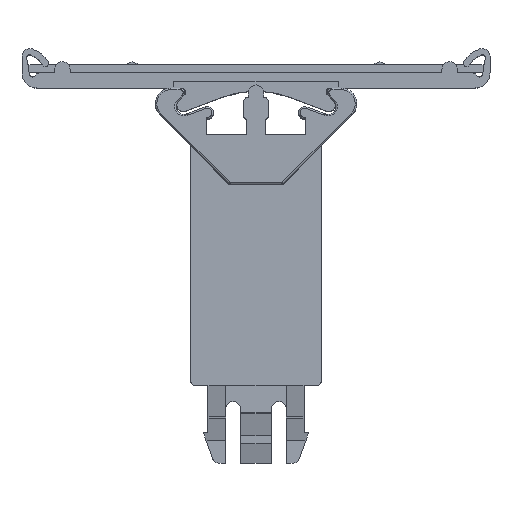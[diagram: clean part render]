
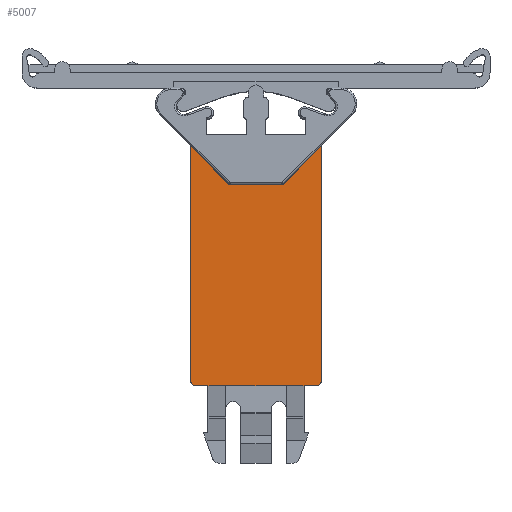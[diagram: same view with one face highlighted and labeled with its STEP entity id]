
A CAD part, top view. The second image highlights one B-rep face of the part: STEP entity #5007.
In plain terms, the highlighted planar face has unit normal (0, 0, 1).
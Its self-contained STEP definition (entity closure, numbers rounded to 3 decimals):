
#1133=CARTESIAN_POINT('',(3.9,-12.7,2.5));
#1134=DIRECTION('',(0.,0.,-1.));
#1135=DIRECTION('',(1.,0.,0.));
#1136=AXIS2_PLACEMENT_3D('',#1133,#1134,#1135);
#1138=CARTESIAN_POINT('',(-3.9,-12.7,2.5));
#1139=DIRECTION('',(0.,0.,-1.));
#1140=DIRECTION('',(0.,-1.,0.));
#1141=AXIS2_PLACEMENT_3D('',#1138,#1139,#1140);
#1143=DIRECTION('',(0.707,-0.707,0.));
#1144=VECTOR('',#1143,3.474);
#1145=CARTESIAN_POINT('',(-4.2,2.486,2.5));
#1146=LINE('',#1145,#1144);
#1147=CARTESIAN_POINT('',(-1.673,0.1,2.5));
#1148=DIRECTION('',(0.,0.,1.));
#1149=DIRECTION('',(-0.707,-0.707,0.));
#1150=AXIS2_PLACEMENT_3D('',#1147,#1148,#1149);
#1152=CARTESIAN_POINT('',(1.673,0.1,2.5));
#1153=DIRECTION('',(0.,0.,1.));
#1154=DIRECTION('',(0.,-1.,0.));
#1155=AXIS2_PLACEMENT_3D('',#1152,#1153,#1154);
#1157=DIRECTION('',(0.707,0.707,0.));
#1158=VECTOR('',#1157,3.474);
#1159=CARTESIAN_POINT('',(1.744,0.029,2.5));
#1160=LINE('',#1159,#1158);
#1193=DIRECTION('',(0.,1.,0.));
#1194=VECTOR('',#1193,15.186);
#1195=CARTESIAN_POINT('',(4.2,-12.7,2.5));
#1196=LINE('',#1195,#1194);
#1256=DIRECTION('',(-1.,0.,0.));
#1257=VECTOR('',#1256,3.346);
#1258=CARTESIAN_POINT('',(1.673,0.,2.5));
#1259=LINE('',#1258,#1257);
#1424=DIRECTION('',(0.,-1.,0.));
#1425=VECTOR('',#1424,15.186);
#1426=CARTESIAN_POINT('',(-4.2,2.486,2.5));
#1427=LINE('',#1426,#1425);
#1444=DIRECTION('',(1.,0.,0.));
#1445=VECTOR('',#1444,0.8);
#1446=CARTESIAN_POINT('',(-3.9,-13.,2.5));
#1447=LINE('',#1446,#1445);
#1448=DIRECTION('',(1.,0.,0.));
#1449=VECTOR('',#1448,0.8);
#1450=CARTESIAN_POINT('',(3.1,-13.,2.5));
#1451=LINE('',#1450,#1449);
#1733=DIRECTION('',(1.,0.,0.));
#1734=VECTOR('',#1733,1.15);
#1735=CARTESIAN_POINT('',(-3.1,-13.,2.5));
#1736=LINE('',#1735,#1734);
#1771=DIRECTION('',(1.,0.,0.));
#1772=VECTOR('',#1771,3.9);
#1773=CARTESIAN_POINT('',(-1.95,-13.,2.5));
#1774=LINE('',#1773,#1772);
#1787=DIRECTION('',(1.,0.,0.));
#1788=VECTOR('',#1787,1.15);
#1789=CARTESIAN_POINT('',(1.95,-13.,2.5));
#1790=LINE('',#1789,#1788);
#2873=CARTESIAN_POINT('',(4.2,2.486,2.5));
#2875=VERTEX_POINT('',#2873);
#2877=CARTESIAN_POINT('',(1.744,0.029,2.5));
#2878=VERTEX_POINT('',#2877);
#2881=CARTESIAN_POINT('',(1.673,0.,2.5));
#2882=VERTEX_POINT('',#2881);
#2883=CARTESIAN_POINT('',(4.2,-12.7,2.5));
#2884=CARTESIAN_POINT('',(3.9,-13.,2.5));
#2885=VERTEX_POINT('',#2883);
#2886=VERTEX_POINT('',#2884);
#2887=CARTESIAN_POINT('',(3.1,-13.,2.5));
#2888=VERTEX_POINT('',#2887);
#2889=CARTESIAN_POINT('',(1.95,-13.,2.5));
#2890=VERTEX_POINT('',#2889);
#2891=CARTESIAN_POINT('',(-1.95,-13.,2.5));
#2892=VERTEX_POINT('',#2891);
#2893=CARTESIAN_POINT('',(-3.1,-13.,2.5));
#2894=VERTEX_POINT('',#2893);
#2895=CARTESIAN_POINT('',(-3.9,-13.,2.5));
#2896=VERTEX_POINT('',#2895);
#2897=CARTESIAN_POINT('',(-4.2,-12.7,2.5));
#2898=VERTEX_POINT('',#2897);
#2899=CARTESIAN_POINT('',(-4.2,2.486,2.5));
#2900=VERTEX_POINT('',#2899);
#2921=CARTESIAN_POINT('',(-1.744,0.029,2.5));
#2922=VERTEX_POINT('',#2921);
#2925=CARTESIAN_POINT('',(-1.673,0.,2.5));
#2926=VERTEX_POINT('',#2925);
#4974=CARTESIAN_POINT('',(0.,-5.257,2.5));
#4975=DIRECTION('',(0.,0.,1.));
#4976=DIRECTION('',(-1.,0.,0.));
#4977=AXIS2_PLACEMENT_3D('',#4974,#4975,#4976);
#4978=PLANE('',#4977);
#4980=ORIENTED_EDGE('',*,*,#4979,.T.);
#4982=ORIENTED_EDGE('',*,*,#4981,.F.);
#4984=ORIENTED_EDGE('',*,*,#4983,.F.);
#4986=ORIENTED_EDGE('',*,*,#4985,.F.);
#4988=ORIENTED_EDGE('',*,*,#4987,.F.);
#4990=ORIENTED_EDGE('',*,*,#4989,.F.);
#4992=ORIENTED_EDGE('',*,*,#4991,.T.);
#4994=ORIENTED_EDGE('',*,*,#4993,.F.);
#4996=ORIENTED_EDGE('',*,*,#4995,.T.);
#4998=ORIENTED_EDGE('',*,*,#4997,.T.);
#5000=ORIENTED_EDGE('',*,*,#4999,.F.);
#5001=ORIENTED_EDGE('',*,*,#4967,.T.);
#5002=ORIENTED_EDGE('',*,*,#4874,.T.);
#5004=ORIENTED_EDGE('',*,*,#5003,.F.);
#5005=EDGE_LOOP('',(#4980,#4982,#4984,#4986,#4988,#4990,#4992,#4994,#4996,#4998,
#5000,#5001,#5002,#5004));
#5006=FACE_OUTER_BOUND('',#5005,.F.);
#1137=CIRCLE('',#1136,0.3);
#1142=CIRCLE('',#1141,0.3);
#1151=CIRCLE('',#1150,0.1);
#1156=CIRCLE('',#1155,0.1);
#4874=EDGE_CURVE('',#2878,#2875,#1160,.T.);
#4967=EDGE_CURVE('',#2882,#2878,#1156,.T.);
#4979=EDGE_CURVE('',#2885,#2886,#1137,.T.);
#4981=EDGE_CURVE('',#2888,#2886,#1451,.T.);
#4983=EDGE_CURVE('',#2890,#2888,#1790,.T.);
#4985=EDGE_CURVE('',#2892,#2890,#1774,.T.);
#4987=EDGE_CURVE('',#2894,#2892,#1736,.T.);
#4989=EDGE_CURVE('',#2896,#2894,#1447,.T.);
#4991=EDGE_CURVE('',#2896,#2898,#1142,.T.);
#4993=EDGE_CURVE('',#2900,#2898,#1427,.T.);
#4995=EDGE_CURVE('',#2900,#2922,#1146,.T.);
#4997=EDGE_CURVE('',#2922,#2926,#1151,.T.);
#4999=EDGE_CURVE('',#2882,#2926,#1259,.T.);
#5003=EDGE_CURVE('',#2885,#2875,#1196,.T.);
#5007=ADVANCED_FACE('',(#5006),#4978,.T.);
